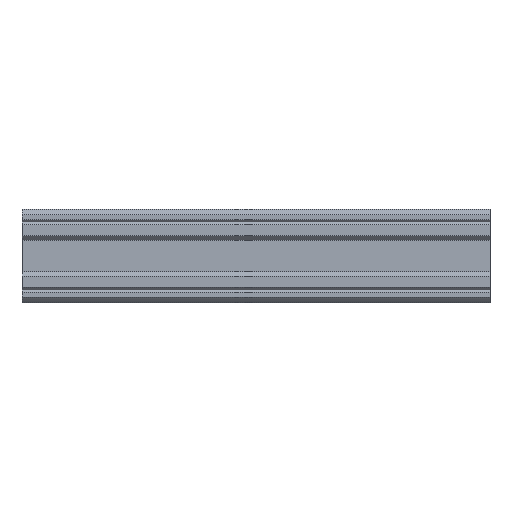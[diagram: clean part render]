
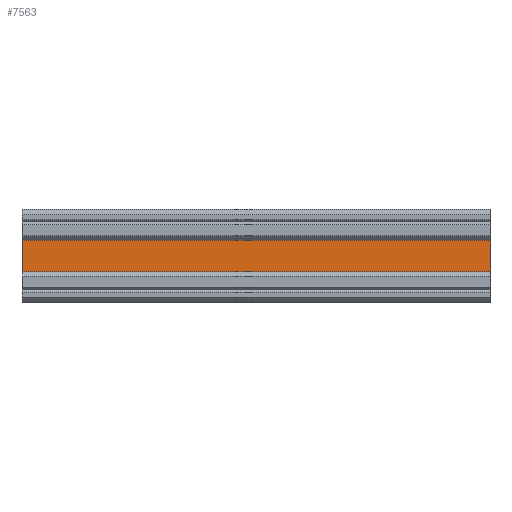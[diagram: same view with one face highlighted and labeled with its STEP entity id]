
A CAD part, left-side view. The second image highlights one B-rep face of the part: STEP entity #7563.
In plain terms, the highlighted planar face has unit normal (-1, 0, 0).
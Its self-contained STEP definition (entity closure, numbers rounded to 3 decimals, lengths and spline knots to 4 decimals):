
#190 = PLANE ( 'NONE',  #28256 ) ;
#2201 = VERTEX_POINT ( 'NONE', #4239 ) ;
#2284 = EDGE_CURVE ( 'NONE', #13356, #2201, #8815, .T. ) ;
#4239 = CARTESIAN_POINT ( 'NONE',  ( -0.2145, 0., 0.1822 ) ) ;
#5614 = DIRECTION ( 'NONE',  ( 0., 0., -1. ) ) ;
#7563 = ADVANCED_FACE ( 'NONE', ( #16208 ), #190, .F. ) ;
#8127 = ORIENTED_EDGE ( 'NONE', *, *, #24955, .F. ) ;
#8815 = LINE ( 'NONE', #25533, #13745 ) ;
#9235 = VECTOR ( 'NONE', #31692, 39.3701 ) ;
#11421 = ORIENTED_EDGE ( 'NONE', *, *, #19021, .T. ) ;
#11576 = CARTESIAN_POINT ( 'NONE',  ( -0.2145, 3.75, -0.1822 ) ) ;
#11646 = CARTESIAN_POINT ( 'NONE',  ( -0.2145, 3.75, 0. ) ) ;
#13330 = CARTESIAN_POINT ( 'NONE',  ( -0.2145, 0., 0. ) ) ;
#13356 = VERTEX_POINT ( 'NONE', #18743 ) ;
#13745 = VECTOR ( 'NONE', #33174, 39.3701 ) ;
#14870 = CARTESIAN_POINT ( 'NONE',  ( -0.2145, 0., -0.1822 ) ) ;
#15007 = VECTOR ( 'NONE', #21548, 39.3701 ) ;
#15052 = EDGE_LOOP ( 'NONE', ( #8127, #11421, #22727, #31281 ) ) ;
#15936 = LINE ( 'NONE', #11646, #21678 ) ;
#16208 = FACE_OUTER_BOUND ( 'NONE', #15052, .T. ) ;
#16213 = LINE ( 'NONE', #13330, #9235 ) ;
#18743 = CARTESIAN_POINT ( 'NONE',  ( -0.2145, 3.75, 0.1822 ) ) ;
#19021 = EDGE_CURVE ( 'NONE', #19820, #20049, #19923, .T. ) ;
#19820 = VERTEX_POINT ( 'NONE', #30763 ) ;
#19923 = LINE ( 'NONE', #11576, #15007 ) ;
#20049 = VERTEX_POINT ( 'NONE', #14870 ) ;
#21548 = DIRECTION ( 'NONE',  ( 0., -1., 0. ) ) ;
#21678 = VECTOR ( 'NONE', #32320, 39.3701 ) ;
#22727 = ORIENTED_EDGE ( 'NONE', *, *, #27407, .T. ) ;
#24955 = EDGE_CURVE ( 'NONE', #19820, #13356, #15936, .T. ) ;
#25533 = CARTESIAN_POINT ( 'NONE',  ( -0.2145, 3.75, 0.1822 ) ) ;
#27407 = EDGE_CURVE ( 'NONE', #20049, #2201, #16213, .T. ) ;
#28256 = AXIS2_PLACEMENT_3D ( 'NONE', #29148, #31803, #5614 ) ;
#29148 = CARTESIAN_POINT ( 'NONE',  ( -0.2145, 3.916, 0. ) ) ;
#30763 = CARTESIAN_POINT ( 'NONE',  ( -0.2145, 3.75, -0.1822 ) ) ;
#31281 = ORIENTED_EDGE ( 'NONE', *, *, #2284, .F. ) ;
#31692 = DIRECTION ( 'NONE',  ( 0., 0., 1. ) ) ;
#31803 = DIRECTION ( 'NONE',  ( 1., 0., 0. ) ) ;
#32320 = DIRECTION ( 'NONE',  ( 0., 0., 1. ) ) ;
#33174 = DIRECTION ( 'NONE',  ( 0., -1., 0. ) ) ;
